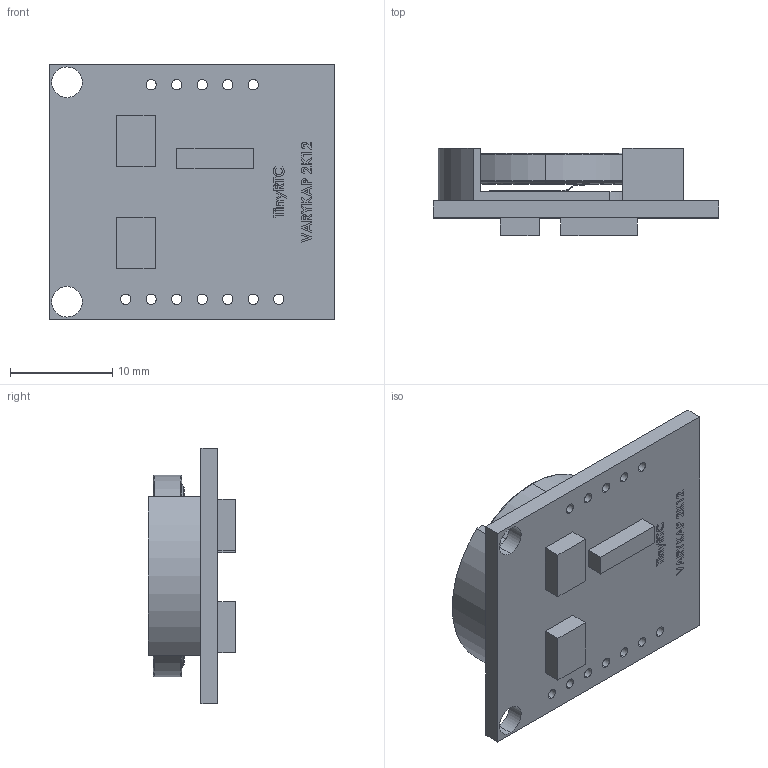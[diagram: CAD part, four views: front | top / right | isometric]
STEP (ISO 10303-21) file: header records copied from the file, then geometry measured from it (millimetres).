
FILE_DESCRIPTION (( 'STEP AP214' ), '1' );
FILE_NAME ('User Library-TINY RTC.STEP', '2017-01-01T16:18:28', ( 'Windows User' ), ( '' ), 'SwSTEP 2.0', 'SolidWorks 2017', '' );
FILE_SCHEMA (( 'AUTOMOTIVE_DESIGN' ));
Length unit declared in the file: millimetre
Products named in the file (1): User Library-TINY RTC
Bounding box: 28 x 8.55 x 25 mm (x, y, z)
Volume: 2532.3 mm3; surface area: 4240.6 mm2
Topology: 4 solids, 4 shells, 478 faces, 1392 edges, 989 vertices
Faces by surface type: plane 328, bspline 92, cylinder 48, torus 8, cone 2
Entity records: 26202 total; most frequent: CARTESIAN_POINT 9562, ORIENTED_EDGE 2784, DIRECTION 2050, EDGE_CURVE 1392, LINE 1040, VECTOR 1040, VERTEX_POINT 989, EDGE_LOOP 577
